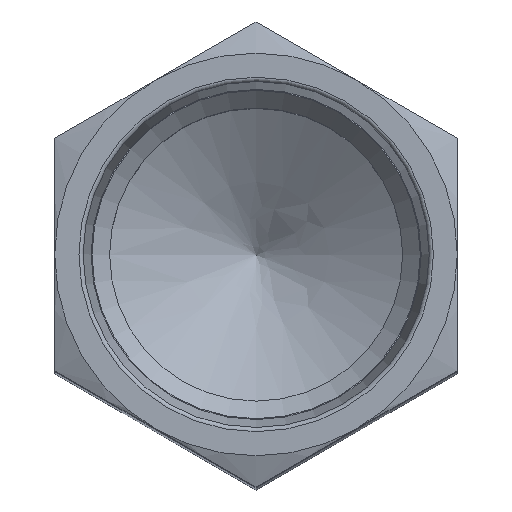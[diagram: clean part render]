
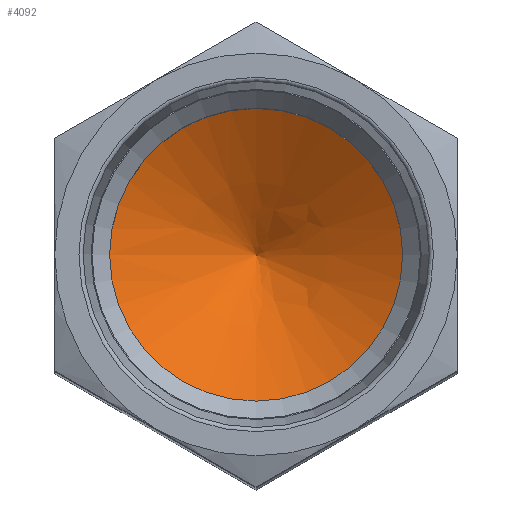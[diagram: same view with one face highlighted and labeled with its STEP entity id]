
A CAD part, top view. The second image highlights one B-rep face of the part: STEP entity #4092.
In plain terms, the highlighted free-form (B-spline) face has degree [1, 2] with [2, 9] control points.
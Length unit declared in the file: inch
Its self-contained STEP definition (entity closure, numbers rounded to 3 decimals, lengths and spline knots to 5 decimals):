
#4048=CARTESIAN_POINT('',(0.34134,0.00004,3.43));
#4049=VERTEX_POINT('',#4048);
#4050=CARTESIAN_POINT('',(0.00034,0.00004,3.43));
#4051=DIRECTION('',(0.0,0.0,1.0));
#4052=DIRECTION('',(1.0,0.0,0.0));
#4053=AXIS2_PLACEMENT_3D('',#4050,#4051,#4052);
#4054=CIRCLE('',#4053,0.341);
#4055=EDGE_CURVE('',#4049,#4049,#4054,.T.);
#4063=CARTESIAN_POINT('',(-0.34066,0.00004,3.43));
#4064=CARTESIAN_POINT('',(0.00034,0.00004,3.22511));
#4065=CARTESIAN_POINT('',(-0.34066,-0.34096,3.43));
#4066=CARTESIAN_POINT('',(0.00034,0.00004,3.22511));
#4067=CARTESIAN_POINT('',(0.00034,-0.34096,3.43));
#4068=CARTESIAN_POINT('',(0.00034,0.00004,3.22511));
#4069=CARTESIAN_POINT('',(0.34134,-0.34096,3.43));
#4070=CARTESIAN_POINT('',(0.00034,0.00004,3.22511));
#4071=CARTESIAN_POINT('',(0.34134,0.00004,3.43));
#4072=CARTESIAN_POINT('',(0.00034,0.00004,3.22511));
#4073=CARTESIAN_POINT('',(0.34134,0.34104,3.43));
#4074=CARTESIAN_POINT('',(0.00034,0.00004,3.22511));
#4075=CARTESIAN_POINT('',(0.00034,0.34104,3.43));
#4076=CARTESIAN_POINT('',(0.00034,0.00004,3.22511));
#4077=CARTESIAN_POINT('',(-0.34066,0.34104,3.43));
#4078=CARTESIAN_POINT('',(0.00034,0.00004,3.22511));
#4079=CARTESIAN_POINT('',(-0.34066,0.00004,3.43));
#4080=CARTESIAN_POINT('',(0.00034,0.00004,3.22511));
#4088=(BOUNDED_SURFACE()B_SPLINE_SURFACE(1,2,((#4063,#4065,#4067,#4069,#4071,#4073,#4075,#4077,#4079),(#4064,#4066,#4068,#4070,#4072,#4074,#4076,#4078,#4080)),.UNSPECIFIED.,.F.,.T.,.U.)B_SPLINE_SURFACE_WITH_KNOTS((2,2),(3,2,2,2,3),(-1.16663,1.16663),(0.0,0.26782,0.53564,0.80346,1.07128),.UNSPECIFIED.)GEOMETRIC_REPRESENTATION_ITEM()RATIONAL_B_SPLINE_SURFACE(((1.0,0.707,1.0,0.707,1.0,0.707,1.0,0.707,1.0),(1.0,0.707,1.0,0.707,1.0,0.707,1.0,0.707,1.0)))REPRESENTATION_ITEM('')SURFACE());
#4089=ORIENTED_EDGE('',*,*,#4055,.T.);
#4090=EDGE_LOOP('',(#4089));
#4091=FACE_OUTER_BOUND('',#4090,.T.);
#4092=ADVANCED_FACE('',(#4091),#4088,.F.);
